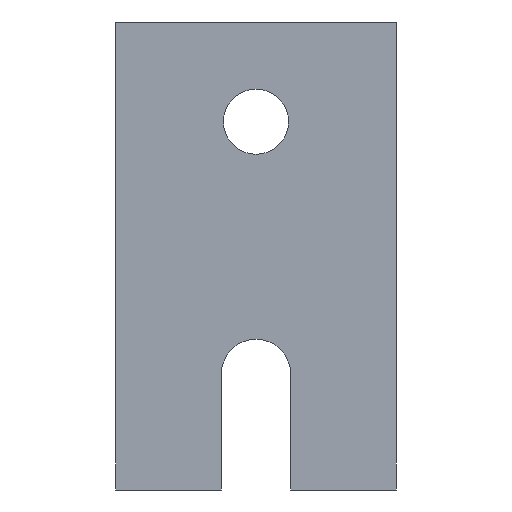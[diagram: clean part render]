
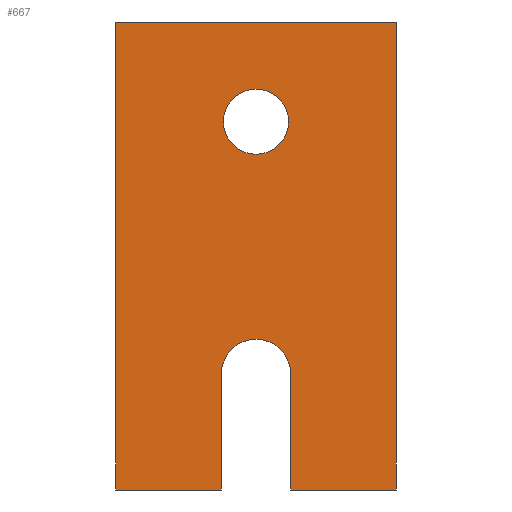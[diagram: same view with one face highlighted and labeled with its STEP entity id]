
A CAD part, front view. The second image highlights one B-rep face of the part: STEP entity #667.
In plain terms, the highlighted planar face has unit normal (0, -1, 0).
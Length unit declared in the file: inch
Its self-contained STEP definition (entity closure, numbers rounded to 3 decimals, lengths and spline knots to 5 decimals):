
#6 = EDGE_CURVE ( 'NONE', #576, #585, #387, .T. ) ;
#30 = CARTESIAN_POINT ( 'NONE',  ( -1.38, 0., -2.3 ) ) ;
#33 = CARTESIAN_POINT ( 'NONE',  ( -1.38, 0., 0. ) ) ;
#45 = AXIS2_PLACEMENT_3D ( 'NONE', #597, #404, #99 ) ;
#48 = EDGE_CURVE ( 'NONE', #767, #142, #732, .T. ) ;
#72 = ORIENTED_EDGE ( 'NONE', *, *, #112, .T. ) ;
#73 = DIRECTION ( 'NONE',  ( 0., 1., 0. ) ) ;
#74 = LINE ( 'NONE', #661, #466 ) ;
#83 = EDGE_LOOP ( 'NONE', ( #351, #475, #72, #621, #747, #315, #343, #417 ) ) ;
#99 = DIRECTION ( 'NONE',  ( 0., 0., -1. ) ) ;
#112 = EDGE_CURVE ( 'NONE', #641, #723, #415, .T. ) ;
#136 = EDGE_CURVE ( 'NONE', #576, #700, #308, .T. ) ;
#142 = VERTEX_POINT ( 'NONE', #467 ) ;
#150 = CARTESIAN_POINT ( 'NONE',  ( -1.38, 0., -2.3 ) ) ;
#161 = DIRECTION ( 'NONE',  ( 1., 0., 0. ) ) ;
#165 = EDGE_CURVE ( 'NONE', #553, #730, #175, .T. ) ;
#169 = CARTESIAN_POINT ( 'NONE',  ( 0., 0., 0. ) ) ;
#175 = CIRCLE ( 'NONE', #744, 0.16 ) ;
#180 = EDGE_CURVE ( 'NONE', #730, #553, #608, .T. ) ;
#181 = CARTESIAN_POINT ( 'NONE',  ( 0., 0., 0. ) ) ;
#190 = LINE ( 'NONE', #150, #797 ) ;
#197 = CARTESIAN_POINT ( 'NONE',  ( -0.86, 0., -2.3 ) ) ;
#215 = DIRECTION ( 'NONE',  ( 0., 1., 0. ) ) ;
#216 = EDGE_CURVE ( 'NONE', #585, #450, #190, .T. ) ;
#218 = CARTESIAN_POINT ( 'NONE',  ( -0.69, 0., -0.49 ) ) ;
#225 = PLANE ( 'NONE',  #481 ) ;
#277 = DIRECTION ( 'NONE',  ( 0., 0., -1. ) ) ;
#290 = CARTESIAN_POINT ( 'NONE',  ( -0.52, 0., -2.3 ) ) ;
#308 = LINE ( 'NONE', #33, #486 ) ;
#315 = ORIENTED_EDGE ( 'NONE', *, *, #6, .T. ) ;
#323 = CARTESIAN_POINT ( 'NONE',  ( -0.69, 0., -1.72954 ) ) ;
#335 = EDGE_CURVE ( 'NONE', #700, #723, #460, .T. ) ;
#343 = ORIENTED_EDGE ( 'NONE', *, *, #216, .T. ) ;
#351 = ORIENTED_EDGE ( 'NONE', *, *, #48, .T. ) ;
#361 = ORIENTED_EDGE ( 'NONE', *, *, #180, .T. ) ;
#387 = LINE ( 'NONE', #733, #774 ) ;
#404 = DIRECTION ( 'NONE',  ( 0., 1., 0. ) ) ;
#408 = DIRECTION ( 'NONE',  ( 0., -1., 0. ) ) ;
#415 = LINE ( 'NONE', #30, #473 ) ;
#416 = CARTESIAN_POINT ( 'NONE',  ( -0.69, 0., -0.65 ) ) ;
#417 = ORIENTED_EDGE ( 'NONE', *, *, #630, .T. ) ;
#446 = LINE ( 'NONE', #760, #739 ) ;
#450 = VERTEX_POINT ( 'NONE', #197 ) ;
#460 = LINE ( 'NONE', #181, #758 ) ;
#466 = VECTOR ( 'NONE', #277, 39.37008 ) ;
#467 = CARTESIAN_POINT ( 'NONE',  ( -0.52, 0., -1.72954 ) ) ;
#469 = DIRECTION ( 'NONE',  ( 0., 0., 1. ) ) ;
#472 = DIRECTION ( 'NONE',  ( 1., 0., 0. ) ) ;
#473 = VECTOR ( 'NONE', #472, 39.37008 ) ;
#474 = CARTESIAN_POINT ( 'NONE',  ( -1.38, 0., 0. ) ) ;
#475 = ORIENTED_EDGE ( 'NONE', *, *, #699, .T. ) ;
#481 = AXIS2_PLACEMENT_3D ( 'NONE', #474, #408, #701 ) ;
#482 = CARTESIAN_POINT ( 'NONE',  ( -0.86, 0., -1.72954 ) ) ;
#486 = VECTOR ( 'NONE', #161, 39.37008 ) ;
#492 = DIRECTION ( 'NONE',  ( 0., 0., -1. ) ) ;
#530 = CARTESIAN_POINT ( 'NONE',  ( -1.38, 0., -2.3 ) ) ;
#536 = EDGE_LOOP ( 'NONE', ( #658, #361 ) ) ;
#553 = VERTEX_POINT ( 'NONE', #416 ) ;
#576 = VERTEX_POINT ( 'NONE', #780 ) ;
#585 = VERTEX_POINT ( 'NONE', #530 ) ;
#591 = FACE_BOUND ( 'NONE', #536, .T. ) ;
#597 = CARTESIAN_POINT ( 'NONE',  ( -0.69, 0., -0.49 ) ) ;
#608 = CIRCLE ( 'NONE', #45, 0.16 ) ;
#610 = AXIS2_PLACEMENT_3D ( 'NONE', #323, #73, #753 ) ;
#621 = ORIENTED_EDGE ( 'NONE', *, *, #335, .F. ) ;
#630 = EDGE_CURVE ( 'NONE', #450, #767, #446, .T. ) ;
#641 = VERTEX_POINT ( 'NONE', #290 ) ;
#649 = DIRECTION ( 'NONE',  ( 0., 0., -1. ) ) ;
#658 = ORIENTED_EDGE ( 'NONE', *, *, #165, .T. ) ;
#661 = CARTESIAN_POINT ( 'NONE',  ( -0.52, 0., 0. ) ) ;
#667 = ADVANCED_FACE ( 'NONE', ( #746, #591 ), #225, .T. ) ;
#699 = EDGE_CURVE ( 'NONE', #142, #641, #74, .T. ) ;
#700 = VERTEX_POINT ( 'NONE', #169 ) ;
#701 = DIRECTION ( 'NONE',  ( 0., 0., -1. ) ) ;
#714 = CARTESIAN_POINT ( 'NONE',  ( -0.69, 0., -0.33 ) ) ;
#723 = VERTEX_POINT ( 'NONE', #768 ) ;
#726 = DIRECTION ( 'NONE',  ( 0., 0., -1. ) ) ;
#730 = VERTEX_POINT ( 'NONE', #714 ) ;
#732 = CIRCLE ( 'NONE', #610, 0.17 ) ;
#733 = CARTESIAN_POINT ( 'NONE',  ( -1.38, 0., 0. ) ) ;
#739 = VECTOR ( 'NONE', #469, 39.37008 ) ;
#744 = AXIS2_PLACEMENT_3D ( 'NONE', #218, #215, #649 ) ;
#746 = FACE_OUTER_BOUND ( 'NONE', #83, .T. ) ;
#747 = ORIENTED_EDGE ( 'NONE', *, *, #136, .F. ) ;
#753 = DIRECTION ( 'NONE',  ( 0., 0., -1. ) ) ;
#756 = DIRECTION ( 'NONE',  ( 1., 0., 0. ) ) ;
#758 = VECTOR ( 'NONE', #492, 39.37008 ) ;
#760 = CARTESIAN_POINT ( 'NONE',  ( -0.86, 0., 0. ) ) ;
#767 = VERTEX_POINT ( 'NONE', #482 ) ;
#768 = CARTESIAN_POINT ( 'NONE',  ( 0., 0., -2.3 ) ) ;
#774 = VECTOR ( 'NONE', #726, 39.37008 ) ;
#780 = CARTESIAN_POINT ( 'NONE',  ( -1.38, 0., 0. ) ) ;
#797 = VECTOR ( 'NONE', #756, 39.37008 ) ;
